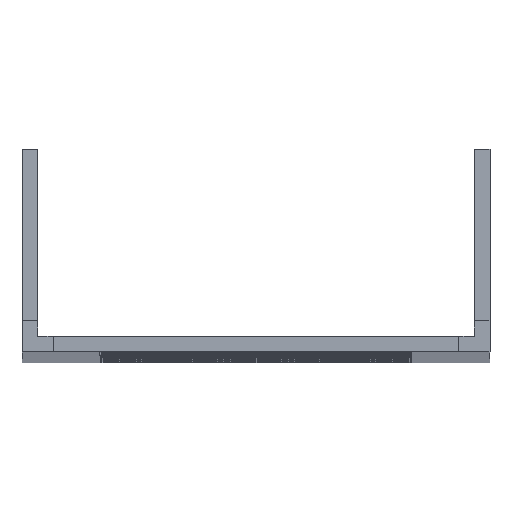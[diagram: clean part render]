
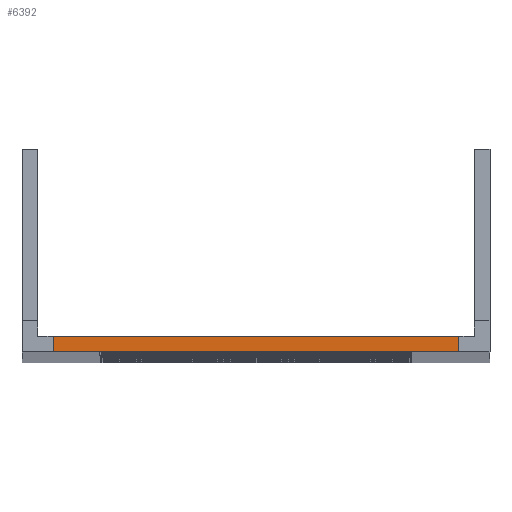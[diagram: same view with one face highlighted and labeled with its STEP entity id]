
A CAD part, top view. The second image highlights one B-rep face of the part: STEP entity #6392.
In plain terms, the highlighted planar face has unit normal (0, 0, 1).
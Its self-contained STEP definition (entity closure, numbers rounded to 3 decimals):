
#447=FACE_OUTER_BOUND('',#785,.T.);
#785=EDGE_LOOP('',(#4990,#4991,#4992,#4993));
#1225=LINE('',#9325,#1945);
#1236=LINE('',#9346,#1956);
#1385=LINE('',#9834,#2105);
#1502=LINE('',#10257,#2222);
#1945=VECTOR('',#7519,10.);
#1956=VECTOR('',#7532,10.);
#2105=VECTOR('',#7905,10.);
#2222=VECTOR('',#8234,10.);
#2586=VERTEX_POINT('',#9321);
#2588=VERTEX_POINT('',#9324);
#2597=VERTEX_POINT('',#9344);
#2824=VERTEX_POINT('',#9833);
#3273=EDGE_CURVE('',#2588,#2586,#1225,.T.);
#3284=EDGE_CURVE('',#2586,#2597,#1236,.T.);
#3529=EDGE_CURVE('',#2588,#2824,#1385,.T.);
#3742=EDGE_CURVE('',#2597,#2824,#1502,.T.);
#4990=ORIENTED_EDGE('',*,*,#3273,.T.);
#4991=ORIENTED_EDGE('',*,*,#3284,.T.);
#4992=ORIENTED_EDGE('',*,*,#3742,.T.);
#4993=ORIENTED_EDGE('',*,*,#3529,.F.);
#5875=PLANE('',#6913);
#6392=ADVANCED_FACE('',(#447),#5875,.T.);
#6913=AXIS2_PLACEMENT_3D('',#10266,#8246,#8247);
#7519=DIRECTION('',(0.,1.,0.));
#7532=DIRECTION('',(-1.,0.,0.));
#7905=DIRECTION('',(-1.,0.,0.));
#8234=DIRECTION('',(0.,-1.,0.));
#8246=DIRECTION('center_axis',(0.,0.,1.));
#8247=DIRECTION('ref_axis',(1.,0.,0.));
#9321=CARTESIAN_POINT('',(-4.,2.,0.));
#9324=CARTESIAN_POINT('',(-4.,0.,0.));
#9325=CARTESIAN_POINT('',(-4.,1.,0.));
#9344=CARTESIAN_POINT('',(-56.,2.,0.));
#9346=CARTESIAN_POINT('',(0.,2.,0.));
#9833=CARTESIAN_POINT('',(-56.,0.,0.));
#9834=CARTESIAN_POINT('',(0.,0.,0.));
#10257=CARTESIAN_POINT('',(-56.,1.,0.));
#10266=CARTESIAN_POINT('Origin',(-2.,4.,0.));
